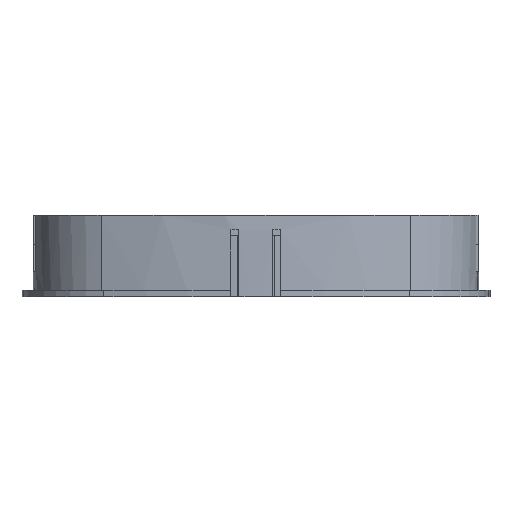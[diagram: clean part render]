
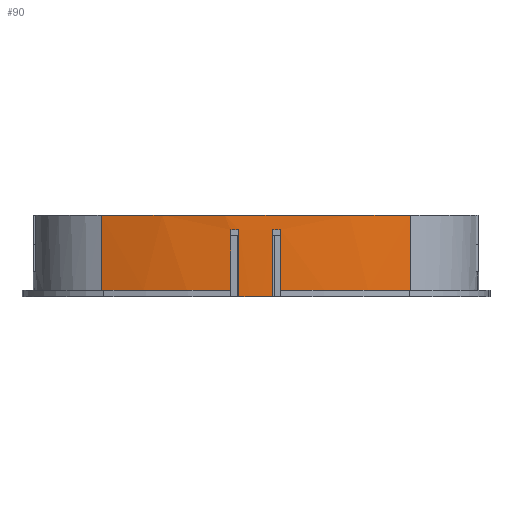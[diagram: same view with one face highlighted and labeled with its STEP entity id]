
A CAD part, left-side view. The second image highlights one B-rep face of the part: STEP entity #90.
In plain terms, the highlighted cylindrical face has radius 158 mm (diameter 316 mm), a partial arc.
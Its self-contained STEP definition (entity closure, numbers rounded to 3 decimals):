
#90=ADVANCED_FACE('',(#264),#265,.T.);
#264=FACE_OUTER_BOUND('',#522,.T.);
#265=CYLINDRICAL_SURFACE('',#523,158.0);
#522=EDGE_LOOP('',(#1121,#1122,#1123,#1124,#1125,#1126,#1127,#1128,#1129,#1130,#1131,#1132));
#523=AXIS2_PLACEMENT_3D('',#1133,#1134,#1135);
#1121=ORIENTED_EDGE('',*,*,#1943,.F.);
#1122=ORIENTED_EDGE('',*,*,#2083,.F.);
#1123=ORIENTED_EDGE('',*,*,#1952,.F.);
#1124=ORIENTED_EDGE('',*,*,#1949,.F.);
#1125=ORIENTED_EDGE('',*,*,#1955,.F.);
#1126=ORIENTED_EDGE('',*,*,#2084,.T.);
#1127=ORIENTED_EDGE('',*,*,#2085,.F.);
#1128=ORIENTED_EDGE('',*,*,#2086,.F.);
#1129=ORIENTED_EDGE('',*,*,#2087,.T.);
#1130=ORIENTED_EDGE('',*,*,#2088,.T.);
#1131=ORIENTED_EDGE('',*,*,#1938,.F.);
#1132=ORIENTED_EDGE('',*,*,#1935,.F.);
#1133=CARTESIAN_POINT('',(120.994,0.0,25.0));
#1134=DIRECTION('',(-0.0,0.0,-1.0));
#1135=DIRECTION('',(-1.0,0.0,0.0));
#1935=EDGE_CURVE('',#2396,#2397,#2398,.T.);
#1938=EDGE_CURVE('',#2397,#2401,#2402,.T.);
#1943=EDGE_CURVE('',#2410,#2396,#2411,.F.);
#1949=EDGE_CURVE('',#2420,#2421,#2422,.T.);
#1952=EDGE_CURVE('',#2421,#2425,#2426,.T.);
#1955=EDGE_CURVE('',#2430,#2420,#2431,.F.);
#2083=EDGE_CURVE('',#2425,#2410,#2656,.F.);
#2084=EDGE_CURVE('',#2430,#2657,#2658,.T.);
#2085=EDGE_CURVE('',#2659,#2657,#2660,.T.);
#2086=EDGE_CURVE('',#2661,#2659,#2662,.T.);
#2087=EDGE_CURVE('',#2661,#2663,#2664,.T.);
#2088=EDGE_CURVE('',#2663,#2401,#2665,.T.);
#2396=VERTEX_POINT('',#3241);
#2397=VERTEX_POINT('',#3242);
#2398=CIRCLE('',#3243,158.0);
#2401=VERTEX_POINT('',#3248);
#2402=LINE('',#3249,#3250);
#2410=VERTEX_POINT('',#3262);
#2411=LINE('',#3263,#3264);
#2420=VERTEX_POINT('',#3278);
#2421=VERTEX_POINT('',#3279);
#2422=CIRCLE('',#3280,158.0);
#2425=VERTEX_POINT('',#3285);
#2426=LINE('',#3286,#3287);
#2430=VERTEX_POINT('',#3293);
#2431=LINE('',#3294,#3295);
#2656=CIRCLE('',#3766,158.0);
#2657=VERTEX_POINT('',#3767);
#2658=CIRCLE('',#3768,158.0);
#2659=VERTEX_POINT('',#3769);
#2660=LINE('',#3770,#3771);
#2661=VERTEX_POINT('',#3772);
#2662=CIRCLE('',#3773,158.0);
#2663=VERTEX_POINT('',#3774);
#2664=LINE('',#3775,#3776);
#2665=CIRCLE('',#3777,158.0);
#3241=CARTESIAN_POINT('',(-36.921,5.175,20.5));
#3242=CARTESIAN_POINT('',(-36.819,7.675,20.5));
#3243=AXIS2_PLACEMENT_3D('',#4230,#4231,#4232);
#3248=CARTESIAN_POINT('',(-36.819,7.675,2.0));
#3249=CARTESIAN_POINT('',(-36.819,7.675,25.0));
#3250=VECTOR('',#4235,1.0);
#3262=CARTESIAN_POINT('',(-36.921,5.175,0.0));
#3263=CARTESIAN_POINT('',(-36.921,5.175,25.0));
#3264=VECTOR('',#4240,1.0);
#3278=CARTESIAN_POINT('',(-36.824,-7.568,20.5));
#3279=CARTESIAN_POINT('',(-36.924,-5.068,20.5));
#3280=AXIS2_PLACEMENT_3D('',#4246,#4247,#4248);
#3285=CARTESIAN_POINT('',(-36.924,-5.068,0.0));
#3286=CARTESIAN_POINT('',(-36.924,-5.068,25.0));
#3287=VECTOR('',#4251,1.0);
#3293=CARTESIAN_POINT('',(-36.824,-7.568,2.0));
#3294=CARTESIAN_POINT('',(-36.824,-7.568,25.0));
#3295=VECTOR('',#4254,1.0);
#3766=AXIS2_PLACEMENT_3D('',#4478,#4479,#4480);
#3767=CARTESIAN_POINT('',(-29.795,-47.187,2.0));
#3768=AXIS2_PLACEMENT_3D('',#4481,#4482,#4483);
#3769=CARTESIAN_POINT('',(-29.795,-47.187,25.0));
#3770=CARTESIAN_POINT('',(-29.795,-47.187,25.0));
#3771=VECTOR('',#4484,1.0);
#3772=CARTESIAN_POINT('',(-29.795,47.187,25.0));
#3773=AXIS2_PLACEMENT_3D('',#4485,#4486,#4487);
#3774=CARTESIAN_POINT('',(-29.795,47.187,2.0));
#3775=CARTESIAN_POINT('',(-29.795,47.187,25.0));
#3776=VECTOR('',#4488,1.0);
#3777=AXIS2_PLACEMENT_3D('',#4489,#4490,#4491);
#4230=CARTESIAN_POINT('',(120.994,0.0,20.5));
#4231=DIRECTION('',(0.0,0.0,-1.0));
#4232=DIRECTION('',(-1.0,0.0,0.0));
#4235=DIRECTION('',(-0.0,-0.0,-1.0));
#4240=DIRECTION('',(-0.0,-0.0,-1.0));
#4246=CARTESIAN_POINT('',(120.994,0.0,20.5));
#4247=DIRECTION('',(0.0,0.0,-1.0));
#4248=DIRECTION('',(-1.0,0.0,0.0));
#4251=DIRECTION('',(-0.0,-0.0,-1.0));
#4254=DIRECTION('',(-0.0,-0.0,-1.0));
#4478=CARTESIAN_POINT('',(120.994,0.0,0.0));
#4479=DIRECTION('',(0.0,-0.0,1.0));
#4480=DIRECTION('',(1.0,0.0,-0.0));
#4481=CARTESIAN_POINT('',(120.994,0.0,2.0));
#4482=DIRECTION('',(0.0,0.0,1.0));
#4483=DIRECTION('',(-0.954,0.299,0.0));
#4484=DIRECTION('',(-0.0,-0.0,-1.0));
#4485=CARTESIAN_POINT('',(120.994,0.0,25.0));
#4486=DIRECTION('',(0.0,0.0,1.0));
#4487=DIRECTION('',(-0.954,0.299,0.0));
#4488=DIRECTION('',(-0.0,-0.0,-1.0));
#4489=CARTESIAN_POINT('',(120.994,0.0,2.0));
#4490=DIRECTION('',(0.0,0.0,1.0));
#4491=DIRECTION('',(-0.954,0.299,0.0));
